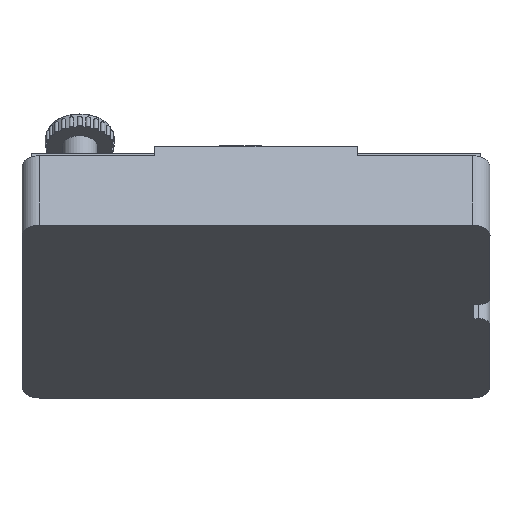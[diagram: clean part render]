
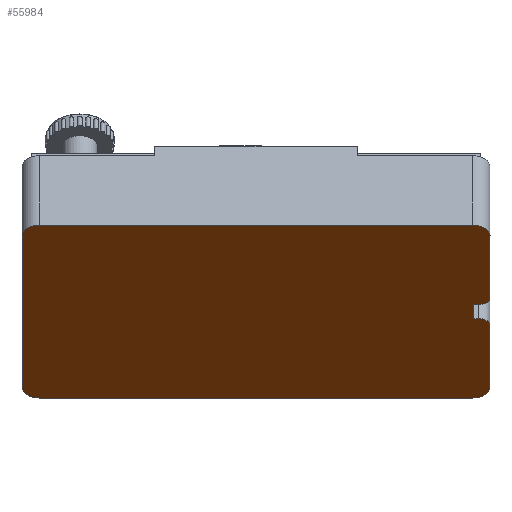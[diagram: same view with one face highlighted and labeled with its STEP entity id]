
A CAD part, left-side view. The second image highlights one B-rep face of the part: STEP entity #55984.
In plain terms, the highlighted planar face has unit normal (-0.599, 0, -0.801).
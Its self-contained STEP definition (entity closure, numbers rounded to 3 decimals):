
#6509=LINE('',#97009,#11929);
#6546=LINE('',#97112,#11966);
#6568=LINE('',#97165,#11988);
#6570=LINE('',#97169,#11990);
#6571=LINE('',#97173,#11991);
#6572=LINE('',#97176,#11992);
#6573=LINE('',#97180,#11993);
#6574=LINE('',#97183,#11994);
#11929=VECTOR('',#73860,2.);
#11966=VECTOR('',#73969,37.5);
#11988=VECTOR('',#74023,0.4);
#11990=VECTOR('',#74027,9.);
#11991=VECTOR('',#74030,37.5);
#11992=VECTOR('',#74033,22.);
#11993=VECTOR('',#74036,9.);
#11994=VECTOR('',#74039,0.4);
#15453=FACE_OUTER_BOUND('',#18677,.T.);
#18677=EDGE_LOOP('',(#47490,#47491,#47492,#47493,#47494,#47495,#47496,#47497,
#47498,#47499,#47500,#47501,#47502,#47503));
#20860=CIRCLE('',#60548,1.5);
#20863=CIRCLE('',#60564,1.);
#20864=CIRCLE('',#60567,1.5);
#20865=CIRCLE('',#60568,1.5);
#20866=CIRCLE('',#60569,1.5);
#20867=CIRCLE('',#60570,1.);
#25514=VERTEX_POINT('',#97006);
#25515=VERTEX_POINT('',#97008);
#25541=VERTEX_POINT('',#97099);
#25542=VERTEX_POINT('',#97101);
#25545=VERTEX_POINT('',#97110);
#25559=VERTEX_POINT('',#97159);
#25560=VERTEX_POINT('',#97161);
#25561=VERTEX_POINT('',#97168);
#25562=VERTEX_POINT('',#97170);
#25563=VERTEX_POINT('',#97172);
#25564=VERTEX_POINT('',#97174);
#25565=VERTEX_POINT('',#97177);
#25566=VERTEX_POINT('',#97179);
#25567=VERTEX_POINT('',#97181);
#32965=EDGE_CURVE('',#25515,#25514,#6509,.T.);
#33008=EDGE_CURVE('',#25542,#25541,#20860,.T.);
#33014=EDGE_CURVE('',#25541,#25545,#6546,.T.);
#33037=EDGE_CURVE('',#25559,#25560,#20863,.T.);
#33039=EDGE_CURVE('',#25514,#25560,#6568,.T.);
#33041=EDGE_CURVE('',#25559,#25561,#6570,.T.);
#33042=EDGE_CURVE('',#25561,#25562,#20864,.T.);
#33043=EDGE_CURVE('',#25562,#25563,#6571,.T.);
#33044=EDGE_CURVE('',#25563,#25564,#20865,.T.);
#33045=EDGE_CURVE('',#25564,#25542,#6572,.T.);
#33046=EDGE_CURVE('',#25545,#25565,#20866,.T.);
#33047=EDGE_CURVE('',#25565,#25566,#6573,.T.);
#33048=EDGE_CURVE('',#25567,#25566,#20867,.T.);
#33049=EDGE_CURVE('',#25567,#25515,#6574,.T.);
#47490=ORIENTED_EDGE('',*,*,#33037,.F.);
#47491=ORIENTED_EDGE('',*,*,#33041,.T.);
#47492=ORIENTED_EDGE('',*,*,#33042,.T.);
#47493=ORIENTED_EDGE('',*,*,#33043,.T.);
#47494=ORIENTED_EDGE('',*,*,#33044,.T.);
#47495=ORIENTED_EDGE('',*,*,#33045,.T.);
#47496=ORIENTED_EDGE('',*,*,#33008,.T.);
#47497=ORIENTED_EDGE('',*,*,#33014,.T.);
#47498=ORIENTED_EDGE('',*,*,#33046,.T.);
#47499=ORIENTED_EDGE('',*,*,#33047,.T.);
#47500=ORIENTED_EDGE('',*,*,#33048,.F.);
#47501=ORIENTED_EDGE('',*,*,#33049,.T.);
#47502=ORIENTED_EDGE('',*,*,#32965,.T.);
#47503=ORIENTED_EDGE('',*,*,#33039,.T.);
#51678=PLANE('',#60566);
#55984=ADVANCED_FACE('',(#15453),#51678,.F.);
#60548=AXIS2_PLACEMENT_3D('',#97102,#73960,#73961);
#60564=AXIS2_PLACEMENT_3D('',#97162,#74018,#74019);
#60566=AXIS2_PLACEMENT_3D('',#97167,#74025,#74026);
#60567=AXIS2_PLACEMENT_3D('',#97171,#74028,#74029);
#60568=AXIS2_PLACEMENT_3D('',#97175,#74031,#74032);
#60569=AXIS2_PLACEMENT_3D('',#97178,#74034,#74035);
#60570=AXIS2_PLACEMENT_3D('',#97182,#74037,#74038);
#73860=DIRECTION('',(-0.801,0.,0.599));
#73960=DIRECTION('center_axis',(-0.599,0.,
-0.801));
#73961=DIRECTION('ref_axis',(-0.801,0.,0.599));
#73969=DIRECTION('',(0.,-1.,0.));
#74018=DIRECTION('center_axis',(0.599,0.,
0.801));
#74019=DIRECTION('ref_axis',(0.566,-0.707,-0.423));
#74023=DIRECTION('',(0.,-1.,0.));
#74025=DIRECTION('center_axis',(0.599,0.,
0.801));
#74026=DIRECTION('ref_axis',(0.801,0.,-0.599));
#74027=DIRECTION('',(-0.801,0.,0.599));
#74028=DIRECTION('center_axis',(-0.599,0.,
-0.801));
#74029=DIRECTION('ref_axis',(0.801,0.,-0.599));
#74030=DIRECTION('',(0.,1.,0.));
#74031=DIRECTION('center_axis',(-0.599,0.,
-0.801));
#74032=DIRECTION('ref_axis',(0.,-1.,0.));
#74033=DIRECTION('',(0.801,0.,-0.599));
#74034=DIRECTION('center_axis',(-0.599,0.,
-0.801));
#74035=DIRECTION('ref_axis',(0.,1.,0.));
#74036=DIRECTION('',(-0.801,0.,0.599));
#74037=DIRECTION('center_axis',(0.599,0.,
0.801));
#74038=DIRECTION('ref_axis',(-0.566,-0.707,0.423));
#74039=DIRECTION('',(0.,1.,0.));
#97006=CARTESIAN_POINT('',(-35.581,-29.063,-2.488));
#97008=CARTESIAN_POINT('',(-33.978,-29.063,-3.685));
#97009=CARTESIAN_POINT('',(-34.379,-29.063,-3.386));
#97099=CARTESIAN_POINT('',(-24.766,8.537,-10.568));
#97101=CARTESIAN_POINT('',(-25.967,10.037,-9.67));
#97102=CARTESIAN_POINT('Origin',(-25.967,8.537,-9.67));
#97110=CARTESIAN_POINT('',(-24.766,-28.963,-10.568));
#97112=CARTESIAN_POINT('',(-24.766,8.537,-10.568));
#97159=CARTESIAN_POINT('',(-36.382,-30.463,-1.889));
#97161=CARTESIAN_POINT('',(-35.581,-29.463,-2.488));
#97162=CARTESIAN_POINT('Origin',(-36.382,-29.463,-1.889));
#97165=CARTESIAN_POINT('',(-35.581,-19.638,-2.488));
#97167=CARTESIAN_POINT('Origin',(-34.779,-10.213,-3.086));
#97168=CARTESIAN_POINT('',(-43.592,-30.463,3.497));
#97169=CARTESIAN_POINT('',(-25.967,-30.463,-9.67));
#97170=CARTESIAN_POINT('',(-44.793,-28.963,4.395));
#97171=CARTESIAN_POINT('Origin',(-43.592,-28.963,3.497));
#97172=CARTESIAN_POINT('',(-44.793,8.537,4.395));
#97173=CARTESIAN_POINT('',(-44.793,-28.963,4.395));
#97174=CARTESIAN_POINT('',(-43.592,10.037,3.497));
#97175=CARTESIAN_POINT('Origin',(-43.592,8.537,3.497));
#97176=CARTESIAN_POINT('',(-43.592,10.037,3.497));
#97177=CARTESIAN_POINT('',(-25.967,-30.463,-9.67));
#97178=CARTESIAN_POINT('Origin',(-25.967,-28.963,-9.67));
#97179=CARTESIAN_POINT('',(-33.177,-30.463,-4.284));
#97180=CARTESIAN_POINT('',(-25.967,-30.463,-9.67));
#97181=CARTESIAN_POINT('',(-33.978,-29.463,-3.685));
#97182=CARTESIAN_POINT('Origin',(-33.177,-29.463,-4.284));
#97183=CARTESIAN_POINT('',(-33.978,-20.338,-3.685));
